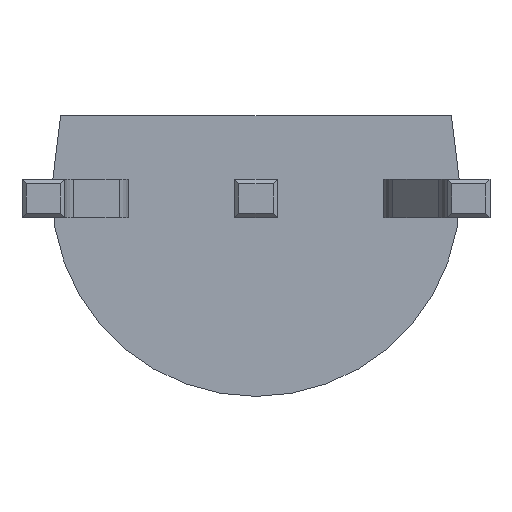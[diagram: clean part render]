
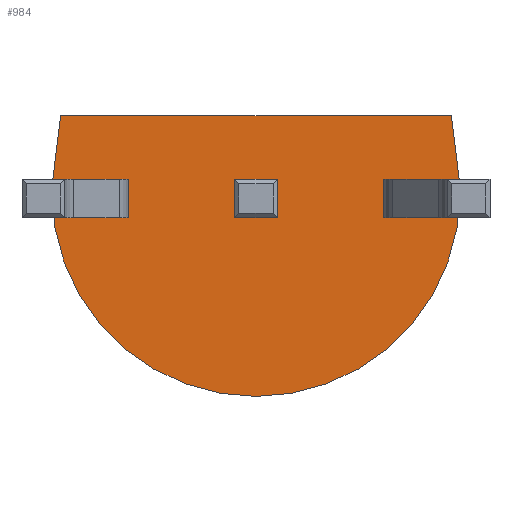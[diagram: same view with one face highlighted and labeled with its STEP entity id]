
A CAD part, front view. The second image highlights one B-rep face of the part: STEP entity #984.
In plain terms, the highlighted planar face has unit normal (0, -1, 0).
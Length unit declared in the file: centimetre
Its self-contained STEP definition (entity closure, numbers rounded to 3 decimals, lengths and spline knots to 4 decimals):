
#134=PLANE('',#1051);
#151=VECTOR('',#1086,1.);
#159=VECTOR('',#1105,1.);
#170=VECTOR('',#1128,1.);
#207=VECTOR('',#1195,1.);
#210=VECTOR('',#1199,1.);
#223=VECTOR('',#1220,1.);
#224=VECTOR('',#1222,1.);
#226=VECTOR('',#1225,1.);
#228=VECTOR('',#1228,1.);
#229=VECTOR('',#1230,1.);
#230=VECTOR('',#1232,1.);
#232=VECTOR('',#1235,1.);
#233=VECTOR('',#1237,1.);
#234=VECTOR('',#1238,1.);
#235=VECTOR('',#1239,1.);
#236=VECTOR('',#1240,1.);
#237=VECTOR('',#1243,1.);
#259=LINE('',#1295,#151);
#267=LINE('',#1320,#159);
#278=LINE('',#1350,#170);
#315=LINE('',#1432,#207);
#318=LINE('',#1438,#210);
#331=LINE('',#1465,#223);
#332=LINE('',#1467,#224);
#334=LINE('',#1471,#226);
#336=LINE('',#1475,#228);
#337=LINE('',#1477,#229);
#338=LINE('',#1479,#230);
#340=LINE('',#1483,#232);
#341=LINE('',#1485,#233);
#342=LINE('',#1488,#234);
#343=LINE('',#1490,#235);
#344=LINE('',#1492,#236);
#345=LINE('',#1496,#237);
#367=VERTEX_POINT('',#1294);
#368=VERTEX_POINT('',#1296);
#378=VERTEX_POINT('',#1319);
#379=VERTEX_POINT('',#1321);
#390=VERTEX_POINT('',#1349);
#413=VERTEX_POINT('',#1431);
#414=VERTEX_POINT('',#1433);
#415=VERTEX_POINT('',#1437);
#421=VERTEX_POINT('',#1464);
#422=VERTEX_POINT('',#1468);
#423=VERTEX_POINT('',#1474);
#424=VERTEX_POINT('',#1480);
#425=VERTEX_POINT('',#1486);
#426=VERTEX_POINT('',#1487);
#427=VERTEX_POINT('',#1489);
#428=VERTEX_POINT('',#1491);
#429=VERTEX_POINT('',#1493);
#430=VERTEX_POINT('',#1495);
#453=CIRCLE('',#1052,0.24);
#469=EDGE_CURVE('',#368,#367,#259,.T.);
#481=EDGE_CURVE('',#379,#378,#267,.T.);
#496=EDGE_CURVE('',#378,#390,#278,.T.);
#537=EDGE_CURVE('',#414,#413,#315,.T.);
#540=EDGE_CURVE('',#413,#415,#318,.T.);
#553=EDGE_CURVE('',#367,#421,#331,.T.);
#554=EDGE_CURVE('',#422,#368,#332,.T.);
#556=EDGE_CURVE('',#421,#422,#334,.T.);
#558=EDGE_CURVE('',#390,#423,#336,.T.);
#559=EDGE_CURVE('',#423,#379,#337,.T.);
#560=EDGE_CURVE('',#424,#414,#338,.T.);
#562=EDGE_CURVE('',#415,#424,#340,.T.);
#563=EDGE_CURVE('',#425,#426,#341,.T.);
#564=EDGE_CURVE('',#425,#427,#342,.T.);
#565=EDGE_CURVE('',#428,#427,#343,.T.);
#566=EDGE_CURVE('',#428,#429,#344,.T.);
#567=EDGE_CURVE('',#430,#429,#453,.T.);
#568=EDGE_CURVE('',#426,#430,#345,.T.);
#785=ORIENTED_EDGE('',*,*,#554,.T.);
#786=ORIENTED_EDGE('',*,*,#469,.T.);
#787=ORIENTED_EDGE('',*,*,#553,.T.);
#788=ORIENTED_EDGE('',*,*,#556,.T.);
#789=ORIENTED_EDGE('',*,*,#481,.T.);
#790=ORIENTED_EDGE('',*,*,#496,.T.);
#791=ORIENTED_EDGE('',*,*,#558,.T.);
#792=ORIENTED_EDGE('',*,*,#559,.T.);
#793=ORIENTED_EDGE('',*,*,#560,.T.);
#794=ORIENTED_EDGE('',*,*,#537,.T.);
#795=ORIENTED_EDGE('',*,*,#540,.T.);
#796=ORIENTED_EDGE('',*,*,#562,.T.);
#797=ORIENTED_EDGE('',*,*,#563,.F.);
#798=ORIENTED_EDGE('',*,*,#564,.T.);
#799=ORIENTED_EDGE('',*,*,#565,.F.);
#800=ORIENTED_EDGE('',*,*,#566,.T.);
#801=ORIENTED_EDGE('',*,*,#567,.F.);
#802=ORIENTED_EDGE('',*,*,#568,.F.);
#876=EDGE_LOOP('',(#785,#786,#787,#788));
#877=EDGE_LOOP('',(#789,#790,#791,#792));
#878=EDGE_LOOP('',(#793,#794,#795,#796));
#879=EDGE_LOOP('',(#797,#798,#799,#800,#801,#802));
#930=FACE_BOUND('',#876,.T.);
#931=FACE_BOUND('',#877,.T.);
#932=FACE_BOUND('',#878,.T.);
#933=FACE_BOUND('',#879,.T.);
#984=ADVANCED_FACE('',(#930,#931,#932,#933),#134,.T.);
#1051=AXIS2_PLACEMENT_3D('',#1484,#1236,$);
#1052=AXIS2_PLACEMENT_3D('',#1494,#1241,#1242);
#1086=DIRECTION('',(-1.,0.,0.));
#1105=DIRECTION('',(0.,0.,-1.));
#1128=DIRECTION('',(-1.,0.,0.));
#1195=DIRECTION('',(1.,0.,0.));
#1199=DIRECTION('',(0.,0.,-1.));
#1220=DIRECTION('',(0.,0.,1.));
#1222=DIRECTION('',(0.,0.,-1.));
#1225=DIRECTION('',(1.,0.,0.));
#1228=DIRECTION('',(0.,0.,1.));
#1230=DIRECTION('',(1.,0.,0.));
#1232=DIRECTION('',(0.,0.,1.));
#1235=DIRECTION('',(-1.,0.,0.));
#1236=DIRECTION('',(0.,-1.,0.));
#1237=DIRECTION('',(0.122,0.,-0.993));
#1238=DIRECTION('',(-1.,0.,0.));
#1239=DIRECTION('',(0.122,0.,0.993));
#1240=DIRECTION('',(0.,0.,-1.));
#1241=DIRECTION('',(0.,1.,0.));
#1242=DIRECTION('',(0.17,0.,-0.17));
#1243=DIRECTION('',(0.,0.,-1.));
#1294=CARTESIAN_POINT('',(-0.2,0.09,0.));
#1295=CARTESIAN_POINT('',(-0.1078,0.09,0.));
#1296=CARTESIAN_POINT('',(-0.15,0.09,0.));
#1319=CARTESIAN_POINT('',(0.2,0.09,0.));
#1320=CARTESIAN_POINT('',(0.2,0.09,0.));
#1321=CARTESIAN_POINT('',(0.2,0.09,0.045));
#1349=CARTESIAN_POINT('',(0.15,0.09,0.));
#1350=CARTESIAN_POINT('',(0.1078,0.09,0.));
#1431=CARTESIAN_POINT('',(0.025,0.09,0.045));
#1432=CARTESIAN_POINT('',(0.,0.09,0.045));
#1433=CARTESIAN_POINT('',(-0.025,0.09,0.045));
#1437=CARTESIAN_POINT('',(0.025,0.09,0.));
#1438=CARTESIAN_POINT('',(0.025,0.09,0.));
#1464=CARTESIAN_POINT('',(-0.2,0.09,0.045));
#1465=CARTESIAN_POINT('',(-0.2,0.09,0.));
#1467=CARTESIAN_POINT('',(-0.15,0.09,0.));
#1468=CARTESIAN_POINT('',(-0.15,0.09,0.045));
#1471=CARTESIAN_POINT('',(-0.1078,0.09,0.045));
#1474=CARTESIAN_POINT('',(0.15,0.09,0.045));
#1475=CARTESIAN_POINT('',(0.15,0.09,0.));
#1477=CARTESIAN_POINT('',(0.1078,0.09,0.045));
#1479=CARTESIAN_POINT('',(-0.025,0.09,0.));
#1480=CARTESIAN_POINT('',(-0.025,0.09,0.));
#1483=CARTESIAN_POINT('',(0.,0.09,0.));
#1484=CARTESIAN_POINT('',(0.,0.09,0.));
#1485=CARTESIAN_POINT('',(0.2377,0.09,0.0535));
#1486=CARTESIAN_POINT('',(0.2296,0.09,0.12));
#1487=CARTESIAN_POINT('',(0.24,0.09,0.035));
#1488=CARTESIAN_POINT('',(-0.24,0.09,0.12));
#1489=CARTESIAN_POINT('',(-0.2296,0.09,0.12));
#1490=CARTESIAN_POINT('',(-0.2377,0.09,0.0535));
#1491=CARTESIAN_POINT('',(-0.24,0.09,0.035));
#1492=CARTESIAN_POINT('',(-0.24,0.09,0.));
#1493=CARTESIAN_POINT('',(-0.24,0.09,0.03));
#1494=CARTESIAN_POINT('',(0.,0.09,0.03));
#1495=CARTESIAN_POINT('',(0.24,0.09,0.03));
#1496=CARTESIAN_POINT('',(0.24,0.09,0.));
